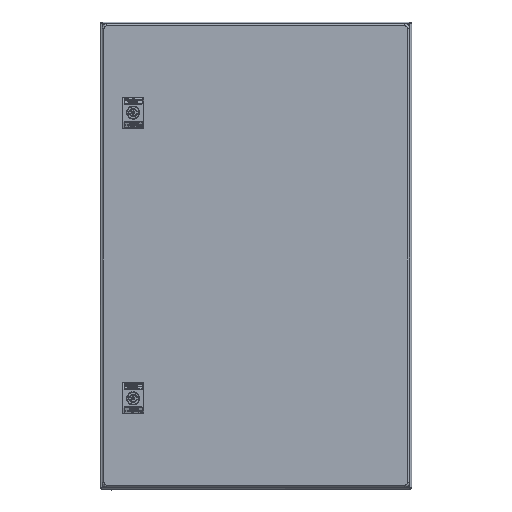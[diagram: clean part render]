
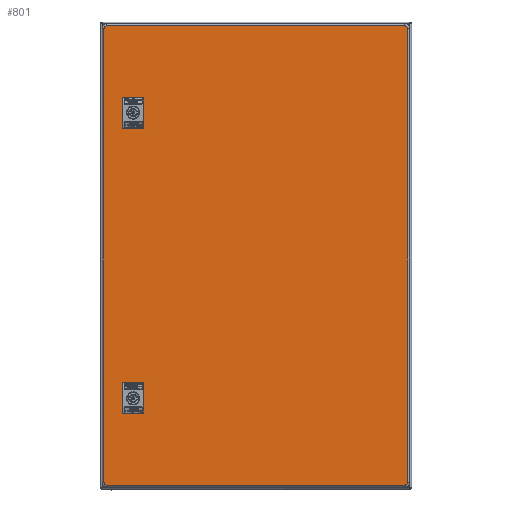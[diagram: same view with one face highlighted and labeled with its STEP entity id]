
A CAD part, top view. The second image highlights one B-rep face of the part: STEP entity #801.
In plain terms, the highlighted planar face has unit normal (0, 0, 1).
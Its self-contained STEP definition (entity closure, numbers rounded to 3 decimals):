
#801=ADVANCED_FACE('',(#5352,#5353,#5354),#5355,.T.);
#5352=FACE_OUTER_BOUND('',#15746,.T.);
#5353=FACE_BOUND('',#15747,.T.);
#5354=FACE_BOUND('',#15748,.T.);
#5355=PLANE('',#15749);
#15746=EDGE_LOOP('',(#32943,#32944,#32945,#32946,#32947,#32948,#32949,#32950));
#15747=EDGE_LOOP('',(#32951,#32952,#32953,#32954));
#15748=EDGE_LOOP('',(#32955,#32956,#32957,#32958));
#15749=AXIS2_PLACEMENT_3D('',#32959,#32960,#32961);
#32943=ORIENTED_EDGE('',*,*,#61911,.F.);
#32944=ORIENTED_EDGE('',*,*,#61912,.T.);
#32945=ORIENTED_EDGE('',*,*,#61913,.F.);
#32946=ORIENTED_EDGE('',*,*,#61914,.T.);
#32947=ORIENTED_EDGE('',*,*,#61915,.F.);
#32948=ORIENTED_EDGE('',*,*,#61916,.T.);
#32949=ORIENTED_EDGE('',*,*,#61917,.F.);
#32950=ORIENTED_EDGE('',*,*,#61918,.T.);
#32951=ORIENTED_EDGE('',*,*,#61919,.F.);
#32952=ORIENTED_EDGE('',*,*,#61920,.T.);
#32953=ORIENTED_EDGE('',*,*,#61921,.F.);
#32954=ORIENTED_EDGE('',*,*,#61922,.T.);
#32955=ORIENTED_EDGE('',*,*,#61923,.F.);
#32956=ORIENTED_EDGE('',*,*,#61924,.T.);
#32957=ORIENTED_EDGE('',*,*,#61925,.F.);
#32958=ORIENTED_EDGE('',*,*,#61926,.T.);
#32959=CARTESIAN_POINT('',(-0.3,0.,152.21));
#32960=DIRECTION('',(0.0,0.0,1.0));
#32961=DIRECTION('',(1.0,0.0,0.0));
#61911=EDGE_CURVE('',#73132,#73133,#73134,.T.);
#61912=EDGE_CURVE('',#73132,#73135,#73136,.T.);
#61913=EDGE_CURVE('',#73137,#73135,#73138,.T.);
#61914=EDGE_CURVE('',#73137,#73139,#73140,.T.);
#61915=EDGE_CURVE('',#73141,#73139,#73142,.T.);
#61916=EDGE_CURVE('',#73141,#73143,#73144,.T.);
#61917=EDGE_CURVE('',#73145,#73143,#73146,.T.);
#61918=EDGE_CURVE('',#73145,#73133,#73147,.T.);
#61919=EDGE_CURVE('',#73148,#73149,#73150,.T.);
#61920=EDGE_CURVE('',#73148,#73151,#73152,.T.);
#61921=EDGE_CURVE('',#73153,#73151,#73154,.T.);
#61922=EDGE_CURVE('',#73153,#73149,#73155,.T.);
#61923=EDGE_CURVE('',#73156,#73157,#73158,.T.);
#61924=EDGE_CURVE('',#73156,#73159,#73160,.T.);
#61925=EDGE_CURVE('',#73161,#73159,#73162,.T.);
#61926=EDGE_CURVE('',#73161,#73157,#73163,.T.);
#73132=VERTEX_POINT('',#91335);
#73133=VERTEX_POINT('',#91336);
#73134=CIRCLE('',#91337,3.5);
#73135=VERTEX_POINT('',#91338);
#73136=LINE('',#91339,#91340);
#73137=VERTEX_POINT('',#91341);
#73138=CIRCLE('',#91342,3.5);
#73139=VERTEX_POINT('',#91343);
#73140=LINE('',#91344,#91345);
#73141=VERTEX_POINT('',#91346);
#73142=CIRCLE('',#91347,3.5);
#73143=VERTEX_POINT('',#91348);
#73144=LINE('',#91349,#91350);
#73145=VERTEX_POINT('',#91351);
#73146=CIRCLE('',#91352,3.5);
#73147=LINE('',#91353,#91354);
#73148=VERTEX_POINT('',#91355);
#73149=VERTEX_POINT('',#91356);
#73150=CIRCLE('',#91357,11.75);
#73151=VERTEX_POINT('',#91358);
#73152=LINE('',#91359,#91360);
#73153=VERTEX_POINT('',#91361);
#73154=CIRCLE('',#91362,11.75);
#73155=LINE('',#91363,#91364);
#73156=VERTEX_POINT('',#91365);
#73157=VERTEX_POINT('',#91366);
#73158=CIRCLE('',#91367,11.75);
#73159=VERTEX_POINT('',#91368);
#73160=LINE('',#91369,#91370);
#73161=VERTEX_POINT('',#91371);
#73162=CIRCLE('',#91372,11.75);
#73163=LINE('',#91373,#91374);
#91335=CARTESIAN_POINT('',(191.2,295.,152.21));
#91336=CARTESIAN_POINT('',(194.7,291.5,152.21));
#91337=AXIS2_PLACEMENT_3D('',#123781,#123782,#123783);
#91338=CARTESIAN_POINT('',(-191.8,295.,152.21));
#91339=CARTESIAN_POINT('',(191.2,295.,152.21));
#91340=VECTOR('',#123784,383.);
#91341=CARTESIAN_POINT('',(-195.3,291.5,152.21));
#91342=AXIS2_PLACEMENT_3D('',#123785,#123786,#123787);
#91343=CARTESIAN_POINT('',(-195.3,-291.5,152.21));
#91344=CARTESIAN_POINT('',(-195.3,291.5,152.21));
#91345=VECTOR('',#123788,583.);
#91346=CARTESIAN_POINT('',(-191.8,-295.,152.21));
#91347=AXIS2_PLACEMENT_3D('',#123789,#123790,#123791);
#91348=CARTESIAN_POINT('',(191.2,-295.,152.21));
#91349=CARTESIAN_POINT('',(-191.8,-295.,152.21));
#91350=VECTOR('',#123792,383.);
#91351=CARTESIAN_POINT('',(194.7,-291.5,152.21));
#91352=AXIS2_PLACEMENT_3D('',#123793,#123794,#123795);
#91353=CARTESIAN_POINT('',(194.7,-291.5,152.21));
#91354=VECTOR('',#123796,583.);
#91355=CARTESIAN_POINT('',(-147.7,189.504,152.21));
#91356=CARTESIAN_POINT('',(-167.9,189.504,152.21));
#91357=AXIS2_PLACEMENT_3D('',#123797,#123798,#123799);
#91358=CARTESIAN_POINT('',(-147.7,177.496,152.21));
#91359=CARTESIAN_POINT('',(-147.7,189.504,152.21));
#91360=VECTOR('',#123800,12.009);
#91361=CARTESIAN_POINT('',(-167.9,177.496,152.21));
#91362=AXIS2_PLACEMENT_3D('',#123801,#123802,#123803);
#91363=CARTESIAN_POINT('',(-167.9,177.496,152.21));
#91364=VECTOR('',#123804,12.009);
#91365=CARTESIAN_POINT('',(-147.7,-177.496,152.21));
#91366=CARTESIAN_POINT('',(-167.9,-177.496,152.21));
#91367=AXIS2_PLACEMENT_3D('',#123805,#123806,#123807);
#91368=CARTESIAN_POINT('',(-147.7,-189.504,152.21));
#91369=CARTESIAN_POINT('',(-147.7,-177.496,152.21));
#91370=VECTOR('',#123808,12.009);
#91371=CARTESIAN_POINT('',(-167.9,-189.504,152.21));
#91372=AXIS2_PLACEMENT_3D('',#123809,#123810,#123811);
#91373=CARTESIAN_POINT('',(-167.9,-189.504,152.21));
#91374=VECTOR('',#123812,12.009);
#123781=CARTESIAN_POINT('',(191.2,291.5,152.21));
#123782=DIRECTION('',(0.0,0.0,-1.0));
#123783=DIRECTION('',(0.0,1.0,0.0));
#123784=DIRECTION('',(-1.0,0.,0.0));
#123785=CARTESIAN_POINT('',(-191.8,291.5,152.21));
#123786=DIRECTION('',(0.0,0.0,-1.0));
#123787=DIRECTION('',(-1.0,0.,0.0));
#123788=DIRECTION('',(0.,-1.0,0.0));
#123789=CARTESIAN_POINT('',(-191.8,-291.5,152.21));
#123790=DIRECTION('',(0.0,0.0,-1.0));
#123791=DIRECTION('',(0.0,-1.0,0.0));
#123792=DIRECTION('',(1.0,0.,0.0));
#123793=CARTESIAN_POINT('',(191.2,-291.5,152.21));
#123794=DIRECTION('',(0.0,0.0,-1.0));
#123795=DIRECTION('',(1.0,0.0,0.0));
#123796=DIRECTION('',(0.0,1.0,0.0));
#123797=CARTESIAN_POINT('',(-157.8,183.5,152.21));
#123798=DIRECTION('',(0.0,-0.0,1.0));
#123799=DIRECTION('',(0.86,0.511,0.0));
#123800=DIRECTION('',(0.,-1.0,0.0));
#123801=CARTESIAN_POINT('',(-157.8,183.5,152.21));
#123802=DIRECTION('',(0.0,0.0,1.0));
#123803=DIRECTION('',(-0.86,-0.511,0.0));
#123804=DIRECTION('',(0.,1.0,0.0));
#123805=CARTESIAN_POINT('',(-157.8,-183.5,152.21));
#123806=DIRECTION('',(0.0,-0.0,1.0));
#123807=DIRECTION('',(0.86,0.511,0.0));
#123808=DIRECTION('',(0.,-1.0,0.0));
#123809=CARTESIAN_POINT('',(-157.8,-183.5,152.21));
#123810=DIRECTION('',(0.0,0.0,1.0));
#123811=DIRECTION('',(-0.86,-0.511,0.0));
#123812=DIRECTION('',(0.,1.0,0.0));
